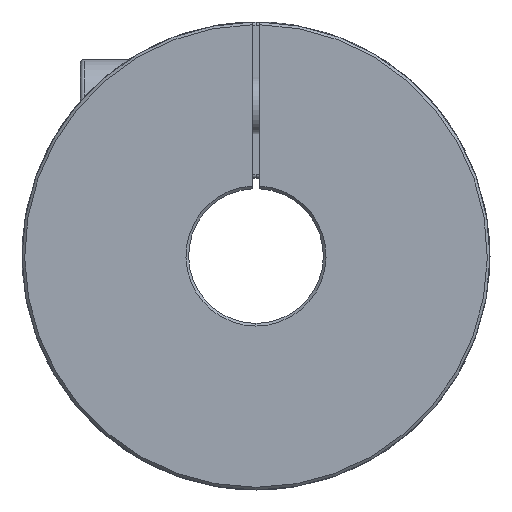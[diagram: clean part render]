
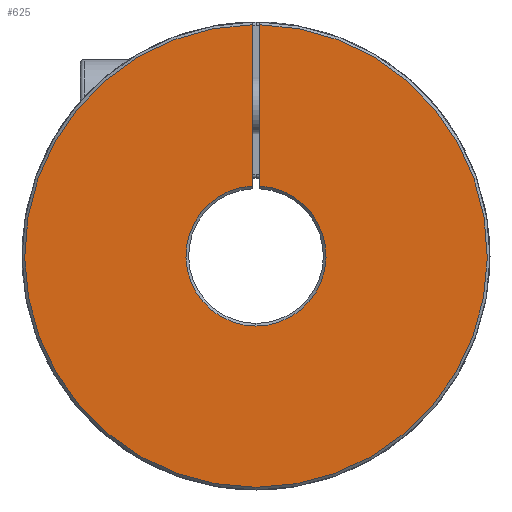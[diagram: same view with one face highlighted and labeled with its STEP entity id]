
A CAD part, left-side view. The second image highlights one B-rep face of the part: STEP entity #625.
In plain terms, the highlighted planar face has unit normal (-1, 0, 0).
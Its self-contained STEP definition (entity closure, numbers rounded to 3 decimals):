
#625 = ADVANCED_FACE ( 'NONE', ( #6583 ), #5723, .T. ) ;
#1677 = ORIENTED_EDGE ( 'NONE', *, *, #1766, .F. ) ;
#1678 = ORIENTED_EDGE ( 'NONE', *, *, #1692, .F. ) ;
#1679 = ORIENTED_EDGE ( 'NONE', *, *, #1764, .F. ) ;
#1692 = EDGE_CURVE ( 'NONE', #7283, #7282, #6661, .T. ) ;
#1761 = EDGE_CURVE ( 'NONE', #7242, #7241, #6730, .T. ) ;
#1764 = EDGE_CURVE ( 'NONE', #7242, #7283, #6741, .T. ) ;
#1765 = EDGE_CURVE ( 'NONE', #7243, #7241, #6743, .T. ) ;
#1766 = EDGE_CURVE ( 'NONE', #7282, #7243, #6726, .T. ) ;
#1973 = ORIENTED_EDGE ( 'NONE', *, *, #1761, .T. ) ;
#1974 = ORIENTED_EDGE ( 'NONE', *, *, #1765, .F. ) ;
#2545 = EDGE_LOOP ( 'NONE', ( #1677, #1678, #1679, #1973, #1974 ) ) ;
#5034 = AXIS2_PLACEMENT_3D ( 'NONE', #5722, #5728, #5729 ) ;
#5069 = AXIS2_PLACEMENT_3D ( 'NONE', #5951, #5952, #5953 ) ;
#5722 = CARTESIAN_POINT ( 'NONE',  ( -45., 0., 0. ) ) ;
#5723 = PLANE ( 'NONE',  #5034 ) ;
#5728 = DIRECTION ( 'NONE',  ( -1., 0., 0. ) ) ;
#5729 = DIRECTION ( 'NONE',  ( 0., 0., -1. ) ) ;
#5951 = CARTESIAN_POINT ( 'NONE',  ( -45., 0., 0. ) ) ;
#5952 = DIRECTION ( 'NONE',  ( -1., 0., 0. ) ) ;
#5953 = DIRECTION ( 'NONE',  ( 0., 0., -1. ) ) ;
#6297 = CARTESIAN_POINT ( 'NONE',  ( -45., 0.5, 0. ) ) ;
#6298 = DIRECTION ( 'NONE',  ( 0., 0., 1. ) ) ;
#6303 = CARTESIAN_POINT ( 'NONE',  ( -45., 0., 0. ) ) ;
#6304 = DIRECTION ( 'NONE',  ( -1., 0., 0. ) ) ;
#6305 = DIRECTION ( 'NONE',  ( 0., 0., -1. ) ) ;
#6306 = CARTESIAN_POINT ( 'NONE',  ( -45., 0., 0. ) ) ;
#6308 = DIRECTION ( 'NONE',  ( 1., 0., 0. ) ) ;
#6309 = DIRECTION ( 'NONE',  ( 0., 0., -1. ) ) ;
#6310 = CARTESIAN_POINT ( 'NONE',  ( -45., -0.5, 0. ) ) ;
#6311 = DIRECTION ( 'NONE',  ( 0., 0., 1. ) ) ;
#6583 = FACE_OUTER_BOUND ( 'NONE', #2545, .T. ) ;
#6661 = CIRCLE ( 'NONE', #5069, 9.881 ) ;
#6726 = LINE ( 'NONE', #6310, #6732 ) ;
#6728 = VECTOR ( 'NONE', #6298, 1000. ) ;
#6730 = LINE ( 'NONE', #6297, #6728 ) ;
#6732 = VECTOR ( 'NONE', #6311, 1000. ) ;
#6741 = CIRCLE ( 'NONE', #7474, 9.881 ) ;
#6743 = CIRCLE ( 'NONE', #7472, 32.619 ) ;
#7241 = VERTEX_POINT ( 'NONE', #9825 ) ;
#7242 = VERTEX_POINT ( 'NONE', #9826 ) ;
#7243 = VERTEX_POINT ( 'NONE', #9827 ) ;
#7282 = VERTEX_POINT ( 'NONE', #9866 ) ;
#7283 = VERTEX_POINT ( 'NONE', #9867 ) ;
#7472 = AXIS2_PLACEMENT_3D ( 'NONE', #6306, #6308, #6309 ) ;
#7474 = AXIS2_PLACEMENT_3D ( 'NONE', #6303, #6304, #6305 ) ;
#9825 = CARTESIAN_POINT ( 'NONE',  ( -45., 0.5, 32.615 ) ) ;
#9826 = CARTESIAN_POINT ( 'NONE',  ( -45., 0.5, 9.868 ) ) ;
#9827 = CARTESIAN_POINT ( 'NONE',  ( -45., -0.5, 32.615 ) ) ;
#9866 = CARTESIAN_POINT ( 'NONE',  ( -45., -0.5, 9.868 ) ) ;
#9867 = CARTESIAN_POINT ( 'NONE',  ( -45., 0., -9.881 ) ) ;
